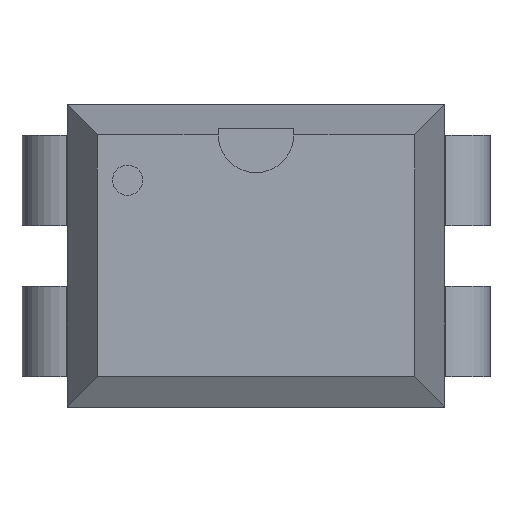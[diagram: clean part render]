
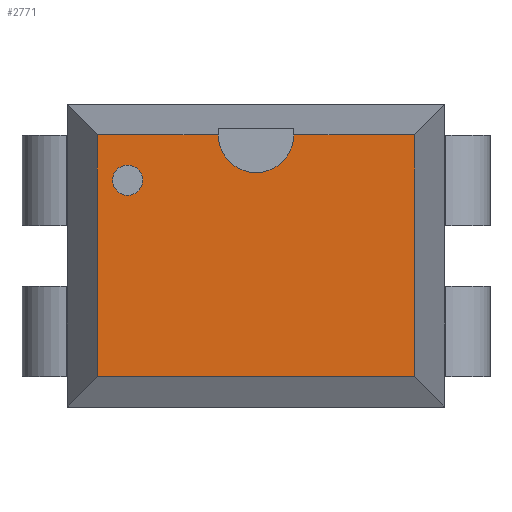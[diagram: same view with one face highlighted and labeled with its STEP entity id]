
A CAD part, top view. The second image highlights one B-rep face of the part: STEP entity #2771.
In plain terms, the highlighted planar face has unit normal (0, 0, 1).
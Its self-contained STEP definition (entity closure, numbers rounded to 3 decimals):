
#2369=CARTESIAN_POINT('',(-2.159,1.016,5.33));
#2370=VERTEX_POINT('',#2369);
#2386=CARTESIAN_POINT('',(-2.159,1.524,5.33));
#2387=VERTEX_POINT('',#2386);
#2394=CARTESIAN_POINT('',(-2.159,1.27,5.33));
#2395=DIRECTION('',(0.0,0.0,-1.0));
#2396=DIRECTION('',(0.0,-1.0,0.0));
#2397=AXIS2_PLACEMENT_3D('',#2394,#2395,#2396);
#2398=CIRCLE('',#2397,0.254);
#2399=EDGE_CURVE('',#2370,#2387,#2398,.T.);
#2450=CARTESIAN_POINT('',(0.635,2.032,5.33));
#2451=VERTEX_POINT('',#2450);
#2473=CARTESIAN_POINT('',(-0.635,2.032,5.33));
#2474=VERTEX_POINT('',#2473);
#2475=CARTESIAN_POINT('',(0.0,2.032,5.33));
#2476=DIRECTION('',(0.0,0.0,-1.0));
#2477=DIRECTION('',(0.0,-1.0,0.0));
#2478=AXIS2_PLACEMENT_3D('',#2475,#2476,#2477);
#2479=CIRCLE('',#2478,0.635);
#2480=EDGE_CURVE('',#2451,#2474,#2479,.T.);
#2517=CARTESIAN_POINT('',(2.667,2.032,5.33));
#2518=VERTEX_POINT('',#2517);
#2519=CARTESIAN_POINT('',(0.635,2.032,5.33));
#2520=DIRECTION('',(1.0,0.0,0.0));
#2521=VECTOR('',#2520,2.032);
#2522=LINE('',#2519,#2521);
#2523=EDGE_CURVE('',#2451,#2518,#2522,.T.);
#2541=CARTESIAN_POINT('',(-2.667,2.032,5.33));
#2542=VERTEX_POINT('',#2541);
#2549=CARTESIAN_POINT('',(-2.667,2.032,5.33));
#2550=DIRECTION('',(1.0,0.0,0.0));
#2551=VECTOR('',#2550,2.032);
#2552=LINE('',#2549,#2551);
#2553=EDGE_CURVE('',#2542,#2474,#2552,.T.);
#2564=CARTESIAN_POINT('',(-2.159,1.27,5.33));
#2565=DIRECTION('',(0.0,0.0,-1.0));
#2566=DIRECTION('',(0.0,-1.0,0.0));
#2567=AXIS2_PLACEMENT_3D('',#2564,#2565,#2566);
#2568=CIRCLE('',#2567,0.254);
#2569=EDGE_CURVE('',#2387,#2370,#2568,.T.);
#2717=CARTESIAN_POINT('',(2.667,-2.032,5.33));
#2718=VERTEX_POINT('',#2717);
#2719=CARTESIAN_POINT('',(2.667,-2.032,5.33));
#2720=DIRECTION('',(0.0,1.0,0.0));
#2721=VECTOR('',#2720,4.064);
#2722=LINE('',#2719,#2721);
#2723=EDGE_CURVE('',#2718,#2518,#2722,.T.);
#2742=CARTESIAN_POINT('',(2.667,-7.62,5.33));
#2743=DIRECTION('',(0.0,0.0,1.0));
#2744=DIRECTION('',(0.0,-1.0,0.0));
#2745=AXIS2_PLACEMENT_3D('',#2742,#2743,#2744);
#2746=PLANE('',#2745);
#2747=ORIENTED_EDGE('',*,*,#2480,.T.);
#2748=ORIENTED_EDGE('',*,*,#2553,.F.);
#2749=CARTESIAN_POINT('',(-2.667,-2.032,5.33));
#2750=VERTEX_POINT('',#2749);
#2751=CARTESIAN_POINT('',(-2.667,-2.032,5.33));
#2752=DIRECTION('',(0.0,1.0,0.0));
#2753=VECTOR('',#2752,4.064);
#2754=LINE('',#2751,#2753);
#2755=EDGE_CURVE('',#2750,#2542,#2754,.T.);
#2756=ORIENTED_EDGE('',*,*,#2755,.F.);
#2757=CARTESIAN_POINT('',(2.667,-2.032,5.33));
#2758=DIRECTION('',(-1.0,0.0,0.0));
#2759=VECTOR('',#2758,5.334);
#2760=LINE('',#2757,#2759);
#2761=EDGE_CURVE('',#2718,#2750,#2760,.T.);
#2762=ORIENTED_EDGE('',*,*,#2761,.F.);
#2763=ORIENTED_EDGE('',*,*,#2723,.T.);
#2764=ORIENTED_EDGE('',*,*,#2523,.F.);
#2765=EDGE_LOOP('',(#2747,#2748,#2756,#2762,#2763,#2764));
#2766=FACE_OUTER_BOUND('',#2765,.T.);
#2767=ORIENTED_EDGE('',*,*,#2399,.T.);
#2768=ORIENTED_EDGE('',*,*,#2569,.T.);
#2769=EDGE_LOOP('',(#2767,#2768));
#2770=FACE_BOUND('',#2769,.T.);
#2771=ADVANCED_FACE('',(#2766,#2770),#2746,.T.);
